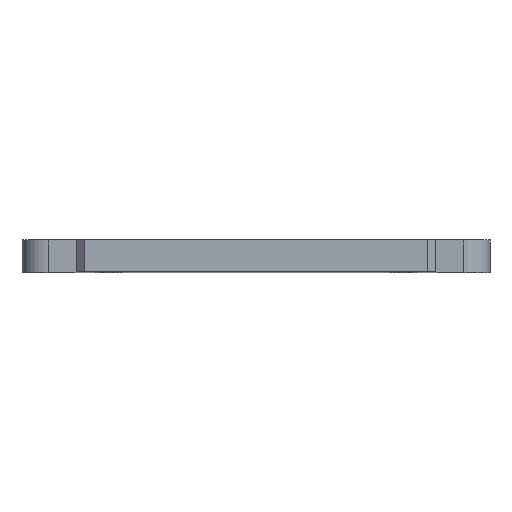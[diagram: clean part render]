
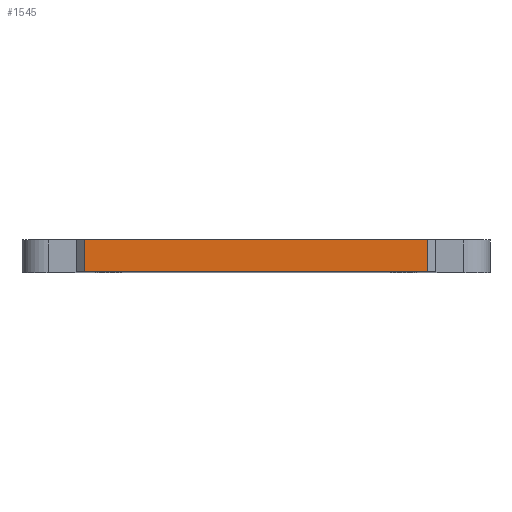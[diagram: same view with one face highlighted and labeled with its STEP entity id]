
A CAD part, top view. The second image highlights one B-rep face of the part: STEP entity #1545.
In plain terms, the highlighted planar face has unit normal (0, 0, 1).
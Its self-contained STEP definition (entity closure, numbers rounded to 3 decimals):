
#189=FACE_OUTER_BOUND('',#277,.T.);
#277=EDGE_LOOP('',(#1298,#1299,#1300,#1301));
#325=LINE('',#2224,#484);
#392=LINE('',#2467,#551);
#434=LINE('',#2583,#593);
#435=LINE('',#2584,#594);
#484=VECTOR('',#1753,10.);
#551=VECTOR('',#1924,10.);
#593=VECTOR('',#2054,10.);
#594=VECTOR('',#2055,10.);
#643=VERTEX_POINT('',#2221);
#644=VERTEX_POINT('',#2223);
#724=VERTEX_POINT('',#2465);
#754=VERTEX_POINT('',#2582);
#794=EDGE_CURVE('',#643,#644,#325,.T.);
#898=EDGE_CURVE('',#724,#644,#392,.T.);
#955=EDGE_CURVE('',#724,#754,#434,.T.);
#956=EDGE_CURVE('',#754,#643,#435,.T.);
#1298=ORIENTED_EDGE('',*,*,#955,.F.);
#1299=ORIENTED_EDGE('',*,*,#898,.T.);
#1300=ORIENTED_EDGE('',*,*,#794,.F.);
#1301=ORIENTED_EDGE('',*,*,#956,.F.);
#1473=PLANE('',#1686);
#1545=ADVANCED_FACE('',(#189),#1473,.T.);
#1686=AXIS2_PLACEMENT_3D('',#2581,#2052,#2053);
#1753=DIRECTION('',(1.,0.,0.));
#1924=DIRECTION('',(0.,1.,0.));
#2052=DIRECTION('center_axis',(0.,0.,1.));
#2053=DIRECTION('ref_axis',(1.,0.,0.));
#2054=DIRECTION('',(-1.,0.,0.));
#2055=DIRECTION('',(0.,1.,0.));
#2221=CARTESIAN_POINT('',(-21.,4.,66.5));
#2223=CARTESIAN_POINT('',(21.,4.,66.5));
#2224=CARTESIAN_POINT('',(0.,4.,66.5));
#2465=CARTESIAN_POINT('',(21.,0.,66.5));
#2467=CARTESIAN_POINT('',(21.,0.,66.5));
#2581=CARTESIAN_POINT('Origin',(-21.,0.,66.5));
#2582=CARTESIAN_POINT('',(-21.,0.,66.5));
#2583=CARTESIAN_POINT('',(0.,0.,66.5));
#2584=CARTESIAN_POINT('',(-21.,0.,66.5));
